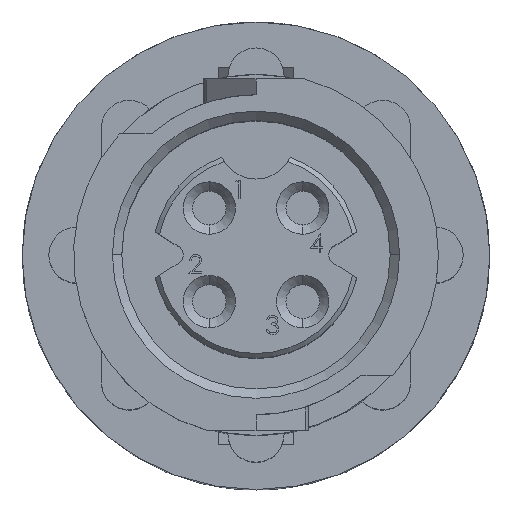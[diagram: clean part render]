
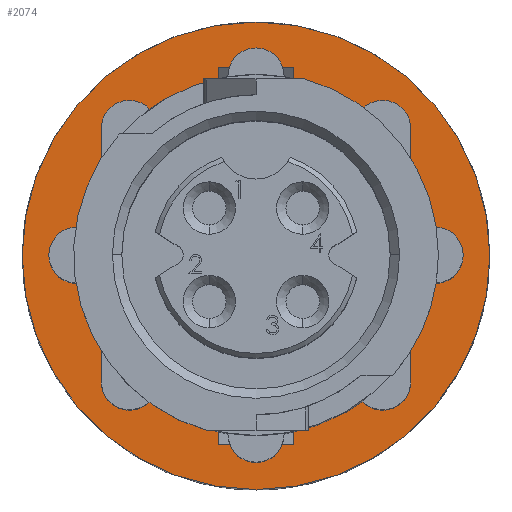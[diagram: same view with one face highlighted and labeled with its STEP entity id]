
A CAD part, top view. The second image highlights one B-rep face of the part: STEP entity #2074.
In plain terms, the highlighted planar face has unit normal (0, 0, 1).
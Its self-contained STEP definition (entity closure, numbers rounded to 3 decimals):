
#20 = CARTESIAN_POINT ( 'NONE',  ( 0., 0., -16.815 ) ) ;
#126 = DIRECTION ( 'NONE',  ( 0., 0., 1. ) ) ;
#395 = DIRECTION ( 'NONE',  ( 0., 0., 1. ) ) ;
#494 = LINE ( 'NONE', #2289, #682 ) ;
#610 = CARTESIAN_POINT ( 'NONE',  ( 1.016, 5.125, -16.815 ) ) ;
#638 = VERTEX_POINT ( 'NONE', #2908 ) ;
#682 = VECTOR ( 'NONE', #11469, 1000. ) ;
#1046 = CARTESIAN_POINT ( 'NONE',  ( 6.35, 0., -16.815 ) ) ;
#1068 = AXIS2_PLACEMENT_3D ( 'NONE', #20, #126, #2876 ) ;
#1093 = EDGE_CURVE ( 'NONE', #7908, #7552, #6130, .T. ) ;
#1199 = ORIENTED_EDGE ( 'NONE', *, *, #4252, .T. ) ;
#1265 = VERTEX_POINT ( 'NONE', #6778 ) ;
#1287 = CARTESIAN_POINT ( 'NONE',  ( -1.016, -5.125, -16.815 ) ) ;
#1308 = CARTESIAN_POINT ( 'NONE',  ( 1.016, 4.392, -16.815 ) ) ;
#1316 = ORIENTED_EDGE ( 'NONE', *, *, #6782, .F. ) ;
#1461 = DIRECTION ( 'NONE',  ( 1., 0., 0. ) ) ;
#1653 = ORIENTED_EDGE ( 'NONE', *, *, #2616, .T. ) ;
#2005 = LINE ( 'NONE', #5589, #2861 ) ;
#2074 = ADVANCED_FACE ( 'NONE', ( #9853, #7943 ), #3407, .T. ) ;
#2075 = DIRECTION ( 'NONE',  ( 0., 0., 1. ) ) ;
#2103 = AXIS2_PLACEMENT_3D ( 'NONE', #3227, #6808, #6920 ) ;
#2179 = DIRECTION ( 'NONE',  ( 0., 1., 0. ) ) ;
#2289 = CARTESIAN_POINT ( 'NONE',  ( -1.016, 5.125, -16.815 ) ) ;
#2368 = LINE ( 'NONE', #9641, #2953 ) ;
#2379 = EDGE_CURVE ( 'NONE', #2703, #5321, #10546, .T. ) ;
#2616 = EDGE_CURVE ( 'NONE', #8049, #638, #9283, .T. ) ;
#2703 = VERTEX_POINT ( 'NONE', #10178 ) ;
#2718 = EDGE_CURVE ( 'NONE', #1265, #3416, #2005, .T. ) ;
#2861 = VECTOR ( 'NONE', #2179, 1000. ) ;
#2876 = DIRECTION ( 'NONE',  ( 1., 0., 0. ) ) ;
#2908 = CARTESIAN_POINT ( 'NONE',  ( -1.016, -4.392, -16.815 ) ) ;
#2917 = CARTESIAN_POINT ( 'NONE',  ( 0., 0., -16.815 ) ) ;
#2953 = VECTOR ( 'NONE', #1461, 1000. ) ;
#2975 = DIRECTION ( 'NONE',  ( 0., 0., 1. ) ) ;
#3026 = DIRECTION ( 'NONE',  ( 1., 0., 0. ) ) ;
#3104 = VERTEX_POINT ( 'NONE', #1308 ) ;
#3227 = CARTESIAN_POINT ( 'NONE',  ( 0., 0., -16.815 ) ) ;
#3407 = PLANE ( 'NONE',  #7539 ) ;
#3416 = VERTEX_POINT ( 'NONE', #5661 ) ;
#3697 = EDGE_CURVE ( 'NONE', #2703, #638, #9561, .T. ) ;
#3781 = EDGE_CURVE ( 'NONE', #8049, #1265, #2368, .T. ) ;
#3864 = DIRECTION ( 'NONE',  ( 0., 1., 0. ) ) ;
#4042 = DIRECTION ( 'NONE',  ( 1., 0., 0. ) ) ;
#4144 = CARTESIAN_POINT ( 'NONE',  ( -1.016, 5.125, -16.815 ) ) ;
#4252 = EDGE_CURVE ( 'NONE', #5321, #10960, #494, .T. ) ;
#4282 = DIRECTION ( 'NONE',  ( 0., 1., 0. ) ) ;
#4353 = ORIENTED_EDGE ( 'NONE', *, *, #10529, .T. ) ;
#4578 = VECTOR ( 'NONE', #3864, 1000. ) ;
#4936 = CARTESIAN_POINT ( 'NONE',  ( 0., 0., -16.815 ) ) ;
#5001 = AXIS2_PLACEMENT_3D ( 'NONE', #4936, #395, #4042 ) ;
#5153 = LINE ( 'NONE', #610, #7137 ) ;
#5251 = DIRECTION ( 'NONE',  ( 0., 0., 1. ) ) ;
#5321 = VERTEX_POINT ( 'NONE', #4144 ) ;
#5589 = CARTESIAN_POINT ( 'NONE',  ( 1.016, -5.125, -16.815 ) ) ;
#5661 = CARTESIAN_POINT ( 'NONE',  ( 1.016, -4.392, -16.815 ) ) ;
#5705 = ORIENTED_EDGE ( 'NONE', *, *, #2718, .F. ) ;
#5957 = CARTESIAN_POINT ( 'NONE',  ( -1.016, 5.125, -16.815 ) ) ;
#5960 = EDGE_LOOP ( 'NONE', ( #11652, #1199, #1316, #7057, #9324, #5705, #5993, #1653, #10572 ) ) ;
#5993 = ORIENTED_EDGE ( 'NONE', *, *, #3781, .F. ) ;
#6130 = CIRCLE ( 'NONE', #2103, 6.35 ) ;
#6241 = CIRCLE ( 'NONE', #1068, 4.508 ) ;
#6446 = CIRCLE ( 'NONE', #9681, 4.508 ) ;
#6488 = CARTESIAN_POINT ( 'NONE',  ( -1.016, -5.125, -16.815 ) ) ;
#6566 = DIRECTION ( 'NONE',  ( 1., 0., 0. ) ) ;
#6778 = CARTESIAN_POINT ( 'NONE',  ( 1.016, -5.125, -16.815 ) ) ;
#6782 = EDGE_CURVE ( 'NONE', #3104, #10960, #5153, .T. ) ;
#6808 = DIRECTION ( 'NONE',  ( 0., 0., 1. ) ) ;
#6920 = DIRECTION ( 'NONE',  ( 1., 0., 0. ) ) ;
#6998 = AXIS2_PLACEMENT_3D ( 'NONE', #8453, #2075, #3026 ) ;
#7057 = ORIENTED_EDGE ( 'NONE', *, *, #10892, .F. ) ;
#7107 = CARTESIAN_POINT ( 'NONE',  ( 0., 4.381, -16.815 ) ) ;
#7137 = VECTOR ( 'NONE', #8845, 1000. ) ;
#7224 = EDGE_LOOP ( 'NONE', ( #8760, #4353 ) ) ;
#7539 = AXIS2_PLACEMENT_3D ( 'NONE', #7107, #5251, #7758 ) ;
#7552 = VERTEX_POINT ( 'NONE', #10867 ) ;
#7758 = DIRECTION ( 'NONE',  ( 1., 0., 0. ) ) ;
#7908 = VERTEX_POINT ( 'NONE', #1046 ) ;
#7943 = FACE_OUTER_BOUND ( 'NONE', #7224, .T. ) ;
#8049 = VERTEX_POINT ( 'NONE', #1287 ) ;
#8314 = CIRCLE ( 'NONE', #6998, 6.35 ) ;
#8453 = CARTESIAN_POINT ( 'NONE',  ( 0., 0., -16.815 ) ) ;
#8760 = ORIENTED_EDGE ( 'NONE', *, *, #1093, .T. ) ;
#8845 = DIRECTION ( 'NONE',  ( 0., 1., 0. ) ) ;
#9283 = LINE ( 'NONE', #6488, #4578 ) ;
#9324 = ORIENTED_EDGE ( 'NONE', *, *, #10069, .F. ) ;
#9561 = CIRCLE ( 'NONE', #5001, 4.508 ) ;
#9641 = CARTESIAN_POINT ( 'NONE',  ( -1.016, -5.125, -16.815 ) ) ;
#9681 = AXIS2_PLACEMENT_3D ( 'NONE', #2917, #2975, #6566 ) ;
#9853 = FACE_BOUND ( 'NONE', #5960, .T. ) ;
#10069 = EDGE_CURVE ( 'NONE', #3416, #10130, #6446, .T. ) ;
#10130 = VERTEX_POINT ( 'NONE', #10318 ) ;
#10178 = CARTESIAN_POINT ( 'NONE',  ( -1.016, 4.392, -16.815 ) ) ;
#10318 = CARTESIAN_POINT ( 'NONE',  ( 4.508, 0., -16.815 ) ) ;
#10452 = CARTESIAN_POINT ( 'NONE',  ( 1.016, 5.125, -16.815 ) ) ;
#10529 = EDGE_CURVE ( 'NONE', #7552, #7908, #8314, .T. ) ;
#10546 = LINE ( 'NONE', #5957, #11739 ) ;
#10572 = ORIENTED_EDGE ( 'NONE', *, *, #3697, .F. ) ;
#10867 = CARTESIAN_POINT ( 'NONE',  ( -6.35, 0., -16.815 ) ) ;
#10892 = EDGE_CURVE ( 'NONE', #10130, #3104, #6241, .T. ) ;
#10960 = VERTEX_POINT ( 'NONE', #10452 ) ;
#11469 = DIRECTION ( 'NONE',  ( 1., 0., 0. ) ) ;
#11652 = ORIENTED_EDGE ( 'NONE', *, *, #2379, .T. ) ;
#11739 = VECTOR ( 'NONE', #4282, 1000. ) ;
